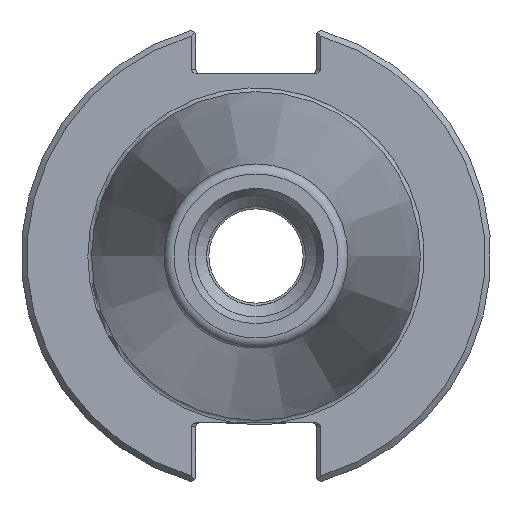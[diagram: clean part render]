
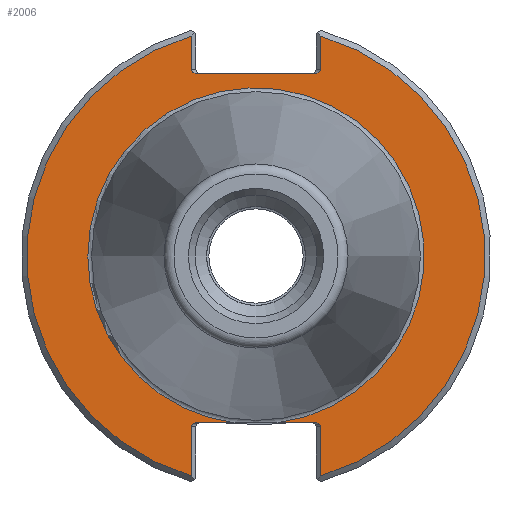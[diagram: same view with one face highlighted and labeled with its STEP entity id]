
A CAD part, left-side view. The second image highlights one B-rep face of the part: STEP entity #2006.
In plain terms, the highlighted planar face has unit normal (-1, 0, 0).
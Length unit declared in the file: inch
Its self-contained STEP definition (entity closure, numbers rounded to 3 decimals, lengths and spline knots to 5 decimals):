
#73=ELLIPSE('',#2165,0.02828,0.02);
#74=ELLIPSE('',#2167,0.02828,0.02);
#75=ELLIPSE('',#2168,0.02828,0.02);
#76=ELLIPSE('',#2170,0.02828,0.02);
#99=LINE('',#3045,#207);
#105=LINE('',#3073,#213);
#106=LINE('',#3077,#214);
#107=LINE('',#3081,#215);
#108=LINE('',#3086,#216);
#109=LINE('',#3090,#217);
#110=LINE('',#3093,#218);
#207=VECTOR('',#2458,0.63343);
#213=VECTOR('',#2472,0.205);
#214=VECTOR('',#2475,0.2622);
#215=VECTOR('',#2478,0.1782);
#216=VECTOR('',#2483,0.1782);
#217=VECTOR('',#2486,0.2622);
#218=VECTOR('',#2489,0.205);
#337=PLANE('',#2164);
#485=FACE_OUTER_BOUND('',#632,.T.);
#632=EDGE_LOOP('',(#1383,#1384,#1385,#1386,#1387,#1388,#1389,#1390,#1391,
#1392,#1393,#1394,#1395,#1396));
#784=CIRCLE('',#2162,0.895);
#786=CIRCLE('',#2166,1.22);
#787=CIRCLE('',#2169,1.22);
#882=VERTEX_POINT('',#3041);
#884=VERTEX_POINT('',#3044);
#888=VERTEX_POINT('',#3055);
#889=VERTEX_POINT('',#3056);
#891=VERTEX_POINT('',#3072);
#892=VERTEX_POINT('',#3074);
#893=VERTEX_POINT('',#3076);
#894=VERTEX_POINT('',#3078);
#895=VERTEX_POINT('',#3080);
#896=VERTEX_POINT('',#3083);
#897=VERTEX_POINT('',#3085);
#898=VERTEX_POINT('',#3087);
#899=VERTEX_POINT('',#3089);
#900=VERTEX_POINT('',#3091);
#1079=EDGE_CURVE('',#882,#884,#99,.T.);
#1086=EDGE_CURVE('',#888,#889,#784,.T.);
#1088=EDGE_CURVE('',#891,#888,#105,.T.);
#1089=EDGE_CURVE('',#892,#891,#73,.T.);
#1090=EDGE_CURVE('',#893,#892,#106,.T.);
#1091=EDGE_CURVE('',#894,#893,#786,.T.);
#1092=EDGE_CURVE('',#895,#894,#107,.T.);
#1093=EDGE_CURVE('',#884,#895,#74,.T.);
#1094=EDGE_CURVE('',#896,#882,#75,.T.);
#1095=EDGE_CURVE('',#897,#896,#108,.T.);
#1096=EDGE_CURVE('',#898,#897,#787,.T.);
#1097=EDGE_CURVE('',#899,#898,#109,.T.);
#1098=EDGE_CURVE('',#900,#899,#76,.T.);
#1099=EDGE_CURVE('',#889,#900,#110,.T.);
#1383=ORIENTED_EDGE('',*,*,#1086,.F.);
#1384=ORIENTED_EDGE('',*,*,#1088,.F.);
#1385=ORIENTED_EDGE('',*,*,#1089,.F.);
#1386=ORIENTED_EDGE('',*,*,#1090,.F.);
#1387=ORIENTED_EDGE('',*,*,#1091,.F.);
#1388=ORIENTED_EDGE('',*,*,#1092,.F.);
#1389=ORIENTED_EDGE('',*,*,#1093,.F.);
#1390=ORIENTED_EDGE('',*,*,#1079,.F.);
#1391=ORIENTED_EDGE('',*,*,#1094,.F.);
#1392=ORIENTED_EDGE('',*,*,#1095,.F.);
#1393=ORIENTED_EDGE('',*,*,#1096,.F.);
#1394=ORIENTED_EDGE('',*,*,#1097,.F.);
#1395=ORIENTED_EDGE('',*,*,#1098,.F.);
#1396=ORIENTED_EDGE('',*,*,#1099,.F.);
#2006=ADVANCED_FACE('',(#485),#337,.T.);
#2162=AXIS2_PLACEMENT_3D('',#3068,#2466,#2467);
#2164=AXIS2_PLACEMENT_3D('',#3071,#2470,#2471);
#2165=AXIS2_PLACEMENT_3D('',#3075,#2473,#2474);
#2166=AXIS2_PLACEMENT_3D('',#3079,#2476,#2477);
#2167=AXIS2_PLACEMENT_3D('',#3082,#2479,#2480);
#2168=AXIS2_PLACEMENT_3D('',#3084,#2481,#2482);
#2169=AXIS2_PLACEMENT_3D('',#3088,#2484,#2485);
#2170=AXIS2_PLACEMENT_3D('',#3092,#2487,#2488);
#2458=DIRECTION('',(0.,-1.,0.));
#2466=DIRECTION('center_axis',(-1.,0.,0.));
#2467=DIRECTION('ref_axis',(0.,-1.,0.));
#2470=DIRECTION('center_axis',(-1.,0.,0.));
#2471=DIRECTION('ref_axis',(0.,0.,1.));
#2472=DIRECTION('',(0.,1.,0.));
#2473=DIRECTION('center_axis',(-1.,0.,0.));
#2474=DIRECTION('ref_axis',(0.,-1.,0.));
#2475=DIRECTION('',(0.,0.,1.));
#2476=DIRECTION('center_axis',(1.,0.,0.));
#2477=DIRECTION('ref_axis',(0.,-1.,0.));
#2478=DIRECTION('',(0.,0.,1.));
#2479=DIRECTION('center_axis',(-1.,0.,0.));
#2480=DIRECTION('ref_axis',(0.,-1.,0.));
#2481=DIRECTION('center_axis',(-1.,0.,0.));
#2482=DIRECTION('ref_axis',(0.,1.,0.));
#2483=DIRECTION('',(0.,0.,-1.));
#2484=DIRECTION('center_axis',(1.,0.,0.));
#2485=DIRECTION('ref_axis',(0.,1.,0.));
#2486=DIRECTION('',(0.,0.,-1.));
#2487=DIRECTION('center_axis',(-1.,0.,0.));
#2488=DIRECTION('ref_axis',(0.,1.,0.));
#2489=DIRECTION('',(0.,1.,0.));
#3041=CARTESIAN_POINT('',(0.125,0.31672,0.972));
#3044=CARTESIAN_POINT('',(0.125,-0.31672,0.972));
#3045=CARTESIAN_POINT('',(0.125,0.53125,0.972));
#3055=CARTESIAN_POINT('',(0.125,-0.11172,-0.888));
#3056=CARTESIAN_POINT('',(0.125,0.11172,-0.888));
#3068=CARTESIAN_POINT('Origin',(0.125,0.,0.));
#3071=CARTESIAN_POINT('Origin',(0.125,1.0625,0.));
#3072=CARTESIAN_POINT('',(0.125,-0.31672,-0.888));
#3073=CARTESIAN_POINT('',(0.125,0.53125,-0.888));
#3074=CARTESIAN_POINT('',(0.125,-0.345,-0.908));
#3075=CARTESIAN_POINT('Origin',(0.125,-0.31672,-0.908));
#3076=CARTESIAN_POINT('',(0.125,-0.345,-1.1702));
#3077=CARTESIAN_POINT('',(0.125,-0.345,-0.444));
#3078=CARTESIAN_POINT('',(0.125,-0.345,1.1702));
#3079=CARTESIAN_POINT('Origin',(0.125,0.,0.));
#3080=CARTESIAN_POINT('',(0.125,-0.345,0.992));
#3081=CARTESIAN_POINT('',(0.125,-0.345,0.486));
#3082=CARTESIAN_POINT('Origin',(0.125,-0.31672,0.992));
#3083=CARTESIAN_POINT('',(0.125,0.345,0.992));
#3084=CARTESIAN_POINT('Origin',(0.125,0.31672,0.992));
#3085=CARTESIAN_POINT('',(0.125,0.345,1.1702));
#3086=CARTESIAN_POINT('',(0.125,0.345,0.486));
#3087=CARTESIAN_POINT('',(0.125,0.345,-1.1702));
#3088=CARTESIAN_POINT('Origin',(0.125,0.,0.));
#3089=CARTESIAN_POINT('',(0.125,0.345,-0.908));
#3090=CARTESIAN_POINT('',(0.125,0.345,-0.444));
#3091=CARTESIAN_POINT('',(0.125,0.31672,-0.888));
#3092=CARTESIAN_POINT('Origin',(0.125,0.31672,-0.908));
#3093=CARTESIAN_POINT('',(0.125,0.53125,-0.888));
